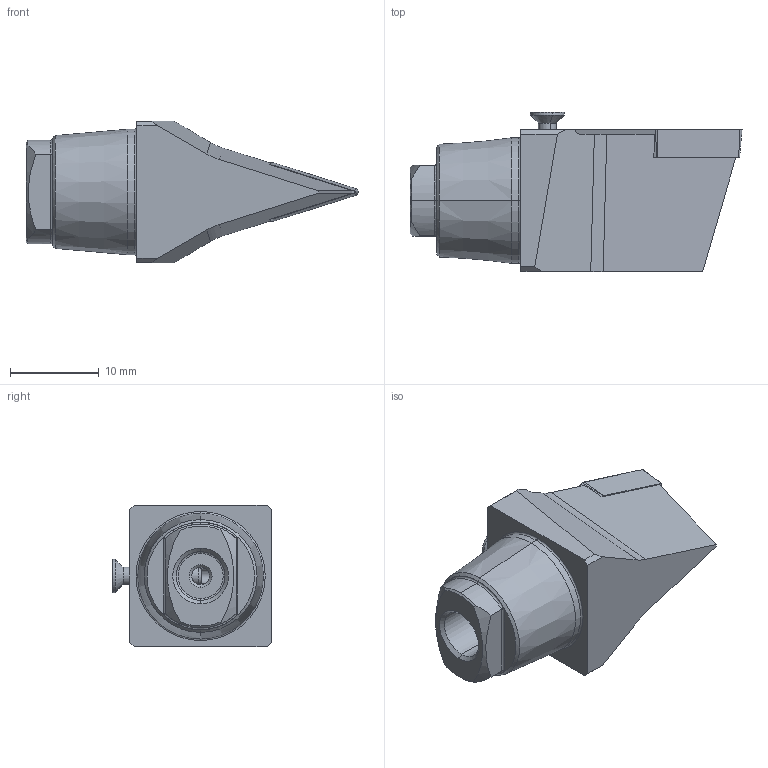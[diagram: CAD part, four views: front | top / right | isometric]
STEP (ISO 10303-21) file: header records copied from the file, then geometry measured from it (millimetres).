
FILE_DESCRIPTION (( 'STEP AP203' ), '1' );
FILE_NAME ('LW4.SVVBN.0025.11.STEP', '2024-08-26T13:37:11', ( '' ), ( '' ), 'SwSTEP 2.0', 'SolidWorks 2022', '' );
FILE_SCHEMA (( 'CONFIG_CONTROL_DESIGN' ));
Length unit declared in the file: millimetre
Products named in the file (5): ISO 14581 - M2x10; LW4-KVE.NVA.025_A; WCA-ER2.001.006_A; VBMT110304; LW4.SVVBN.0025.11
Assembly tree (4 placements, depth 2):
  LW4.SVVBN.0025.11
    LW4-KVE.NVA.025_A
    ISO 14581 - M2x10
    WCA-ER2.001.006_A
    VBMT110304
Bounding box: 37.48 x 17.95 x 16 mm (x, y, z)
Volume: 4220.7 mm3; surface area: 2635.9 mm2
Topology: 4 solids, 4 shells, 207 faces, 522 edges, 319 vertices
Faces by surface type: cylinder 69, plane 57, cone 52, torus 15, bspline 12, sphere 2
Entity records: 7046 total; most frequent: CARTESIAN_POINT 1682, DIRECTION 1031, ORIENTED_EDGE 1028, EDGE_CURVE 514, AXIS2_PLACEMENT_3D 408, VERTEX_POINT 319, EDGE_LOOP 217, VECTOR 215
